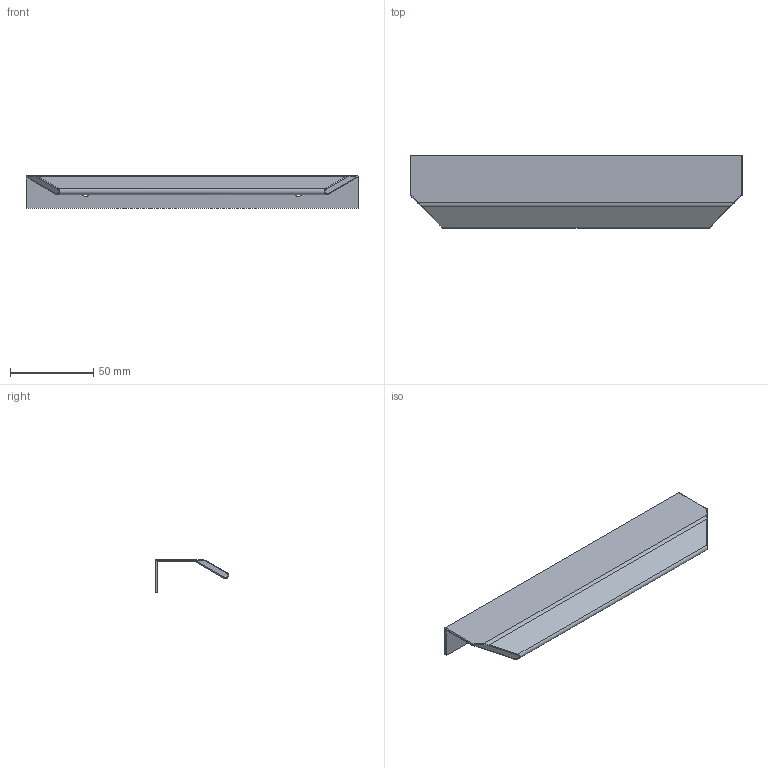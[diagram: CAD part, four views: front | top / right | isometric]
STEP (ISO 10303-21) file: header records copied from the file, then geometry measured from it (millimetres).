
FILE_DESCRIPTION(/* description */ (''),/* implementation_level */ '2;1');
FILE_NAME(/* name */ '0375_128_00.stp',/* time_stamp */ '2023-03-06T10:03:24+01:00',/* author */ ('jferrer'),/* organization */ (''),/* preprocessor_version */ 'ST-DEVELOPER v18.1',/* originating_system */ 'Autodesk Inventor 2022',/* authorisation */ '');
FILE_SCHEMA (('CONFIG_CONTROL_DESIGN'));
Length unit declared in the file: millimetre
Products named in the file (1): 0375_128_00
Bounding box: 200 x 43.96 x 19.7 mm (x, y, z)
Volume: 25224.4 mm3; surface area: 25822.1 mm2
Topology: 1 solids, 1 shells, 31 faces, 75 edges, 46 vertices
Faces by surface type: cylinder 14, plane 11, bspline 4, cone 2
Full cylindrical faces by diameter (mm): 5.2 x2
Entity records: 1074 total; most frequent: CARTESIAN_POINT 285, DIRECTION 163, ORIENTED_EDGE 150, EDGE_CURVE 75, AXIS2_PLACEMENT_3D 60, VERTEX_POINT 46, LINE 43, VECTOR 43
